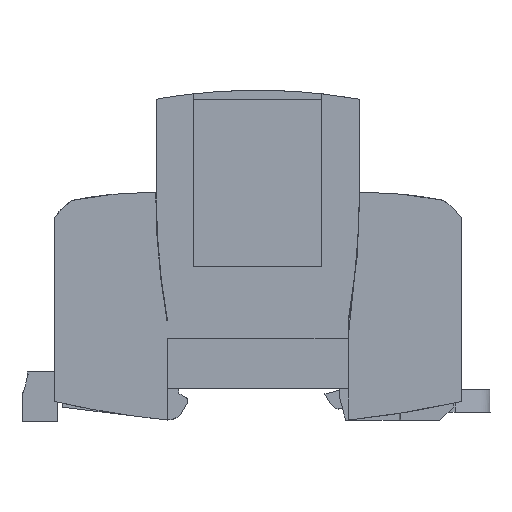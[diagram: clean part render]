
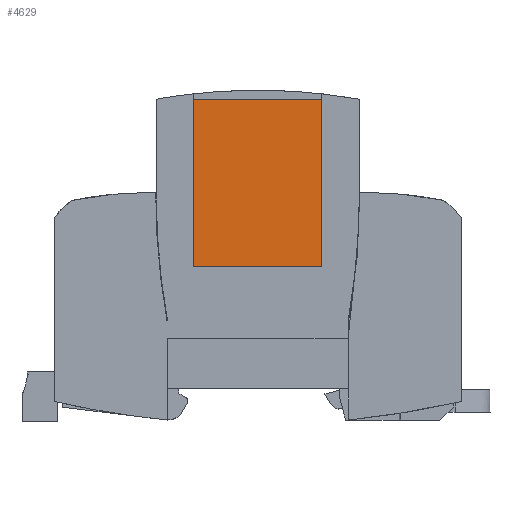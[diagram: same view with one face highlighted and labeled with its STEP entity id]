
A CAD part, left-side view. The second image highlights one B-rep face of the part: STEP entity #4629.
In plain terms, the highlighted planar face has unit normal (-1, 0, 0).
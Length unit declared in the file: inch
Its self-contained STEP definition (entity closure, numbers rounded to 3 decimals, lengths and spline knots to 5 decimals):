
#391 = CARTESIAN_POINT ( 'NONE',  ( -0.34055, -0.55906, 2.51772 ) ) ;
#1072 = DIRECTION ( 'NONE',  ( 0., 0., -1. ) ) ;
#1491 = VERTEX_POINT ( 'NONE', #2034 ) ;
#1636 = CARTESIAN_POINT ( 'NONE',  ( -0.34055, 4.30648, -2.6887 ) ) ;
#1642 = EDGE_CURVE ( 'NONE', #7433, #1491, #7787, .T. ) ;
#1928 = VECTOR ( 'NONE', #9289, 39.37008 ) ;
#1965 = CARTESIAN_POINT ( 'NONE',  ( -0.34055, 4.30648, 2.51772 ) ) ;
#2034 = CARTESIAN_POINT ( 'NONE',  ( -0.34055, -0.55906, 1.05872 ) ) ;
#2422 = DIRECTION ( 'NONE',  ( -1., 0., 0. ) ) ;
#2472 = FACE_OUTER_BOUND ( 'NONE', #8031, .T. ) ;
#3017 = LINE ( 'NONE', #3759, #8481 ) ;
#3299 = LINE ( 'NONE', #1965, #8651 ) ;
#3759 = CARTESIAN_POINT ( 'NONE',  ( -0.34055, 0.55906, 1.05872 ) ) ;
#3907 = VERTEX_POINT ( 'NONE', #6419 ) ;
#4096 = DIRECTION ( 'NONE',  ( 0., 1., 0. ) ) ;
#4629 = ADVANCED_FACE ( 'NONE', ( #2472 ), #7051, .T. ) ;
#6134 = EDGE_CURVE ( 'NONE', #1491, #7599, #3017, .T. ) ;
#6419 = CARTESIAN_POINT ( 'NONE',  ( -0.34055, 0.55906, 2.51772 ) ) ;
#6686 = EDGE_CURVE ( 'NONE', #7433, #3907, #3299, .T. ) ;
#6777 = VECTOR ( 'NONE', #1072, 39.37008 ) ;
#6791 = DIRECTION ( 'NONE',  ( 0., 1., 0. ) ) ;
#6821 = ORIENTED_EDGE ( 'NONE', *, *, #1642, .F. ) ;
#7051 = PLANE ( 'NONE',  #8867 ) ;
#7111 = EDGE_CURVE ( 'NONE', #7599, #3907, #7207, .T. ) ;
#7207 = LINE ( 'NONE', #8587, #1928 ) ;
#7433 = VERTEX_POINT ( 'NONE', #391 ) ;
#7599 = VERTEX_POINT ( 'NONE', #9223 ) ;
#7787 = LINE ( 'NONE', #9267, #6777 ) ;
#7809 = ORIENTED_EDGE ( 'NONE', *, *, #6686, .T. ) ;
#8031 = EDGE_LOOP ( 'NONE', ( #9309, #8432, #6821, #7809 ) ) ;
#8432 = ORIENTED_EDGE ( 'NONE', *, *, #6134, .F. ) ;
#8481 = VECTOR ( 'NONE', #6791, 39.37008 ) ;
#8520 = DIRECTION ( 'NONE',  ( 0., 0., 1. ) ) ;
#8587 = CARTESIAN_POINT ( 'NONE',  ( -0.34055, 0.55906, 3.95003 ) ) ;
#8651 = VECTOR ( 'NONE', #4096, 39.37008 ) ;
#8867 = AXIS2_PLACEMENT_3D ( 'NONE', #1636, #2422, #8520 ) ;
#9223 = CARTESIAN_POINT ( 'NONE',  ( -0.34055, 0.55906, 1.05872 ) ) ;
#9267 = CARTESIAN_POINT ( 'NONE',  ( -0.34055, -0.55906, -2.16578 ) ) ;
#9289 = DIRECTION ( 'NONE',  ( 0., 0., 1. ) ) ;
#9309 = ORIENTED_EDGE ( 'NONE', *, *, #7111, .F. ) ;
